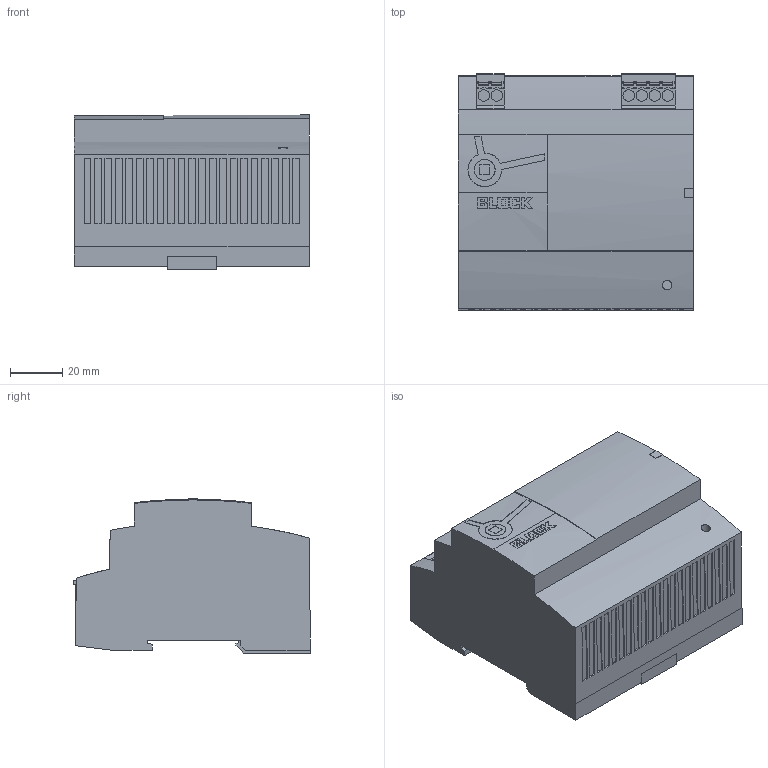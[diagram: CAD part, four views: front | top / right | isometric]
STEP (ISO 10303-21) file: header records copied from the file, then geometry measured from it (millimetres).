
FILE_DESCRIPTION (( 'STEP AP214' ), '1' );
FILE_NAME ('343756.STEP', '2021-03-17T16:15:44', ( '' ), ( '' ), 'SwSTEP 2.0', 'SolidWorks 2018', '' );
FILE_SCHEMA (( 'AUTOMOTIVE_DESIGN' ));
Length unit declared in the file: millimetre
Products named in the file (1): 343756
Bounding box: 90.1 x 90.68 x 59.1 mm (x, y, z)
Volume: 382137.9 mm3; surface area: 37112.1 mm2
Topology: 1 solids, 3 shells, 625 faces, 1591 edges, 1042 vertices
Faces by surface type: plane 549, cylinder 76
Entity records: 18992 total; most frequent: CARTESIAN_POINT 3848, ORIENTED_EDGE 3182, DIRECTION 2925, EDGE_CURVE 1591, VECTOR 1381, LINE 1381, VERTEX_POINT 1042, AXIS2_PLACEMENT_3D 772
